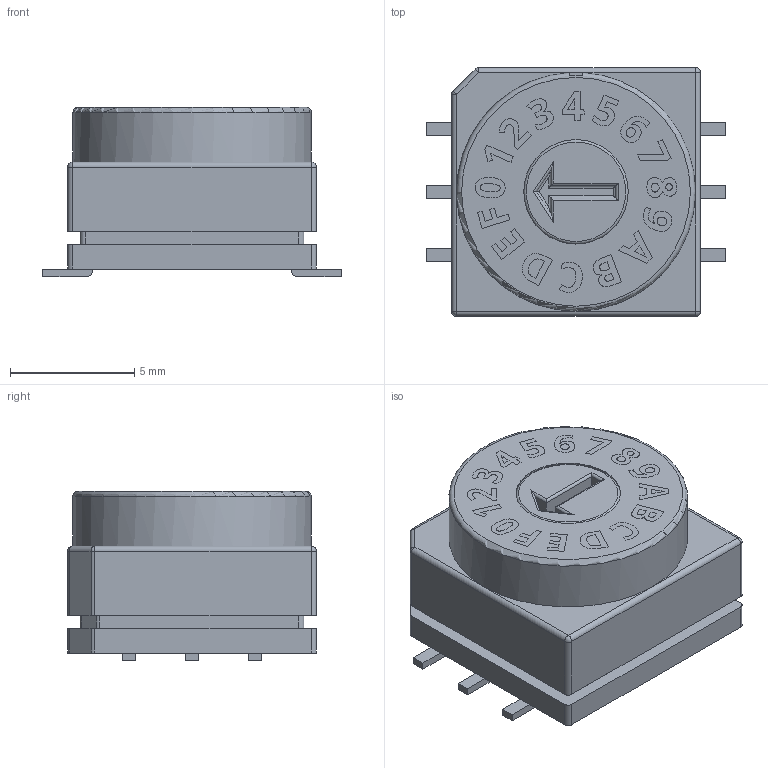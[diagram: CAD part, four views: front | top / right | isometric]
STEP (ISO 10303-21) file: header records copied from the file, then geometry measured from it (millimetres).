
FILE_DESCRIPTION(/* description */ ('STEP AP242','CAx-IF Rec.Pracs.---Representation and Presentation of Product Manufacturing Information (PMI)---4.0---2014-10-13','CAx-IF Rec.Pracs.---3D Tessellated Geometry---0.4---2014-09-14','2;1'),/* implementation_level */ '2;1');
FILE_NAME(/* name */ '66ed7ccb495df232cea832ae',/* time_stamp */ '2024-09-20T13:46:53Z',/* author */ (''),/* organization */ (''),/* preprocessor_version */ 'ST-DEVELOPER v20',/* originating_system */ ' ',/* authorisation */ ' ');
FILE_SCHEMA (('AP242_MANAGED_MODEL_BASED_3D_ENGINEERING_MIM_LF { 1 0 10303 442 1 1 4 }'));
Length unit declared in the file: metre
Products named in the file (5): ROTOR; NUMS; PACKAGE; BASE; PINS
Bounding box: 12 x 10 x 6.8 mm (x, y, z)
Volume: 575.1 mm3; surface area: 1211.4 mm2
Topology: 5 solids, 5 shells, 759 faces, 2138 edges, 1411 vertices
Faces by surface type: plane 341, cylinder 269, bspline 142, sphere 5, torus 2
Full cylindrical faces by diameter (mm): 4.2 x2, 5.2 x2, 8.5 x2
Entity records: 25327 total; most frequent: CARTESIAN_POINT 6229, ORIENTED_EDGE 4248, DIRECTION 3490, EDGE_CURVE 2124, VERTEX_POINT 1410, LINE 1188, VECTOR 1188, AXIS2_PLACEMENT_3D 1151
